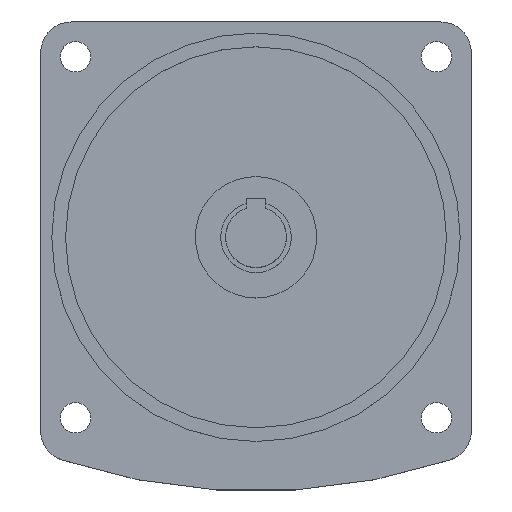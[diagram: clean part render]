
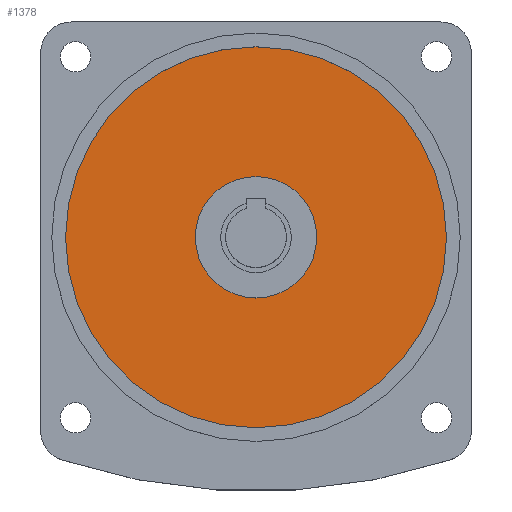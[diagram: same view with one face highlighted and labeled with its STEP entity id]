
A CAD part, top view. The second image highlights one B-rep face of the part: STEP entity #1378.
In plain terms, the highlighted planar face has unit normal (0, 0, 1).
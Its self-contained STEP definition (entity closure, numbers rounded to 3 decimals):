
#194 = CARTESIAN_POINT ( 'NONE',  ( 69., 0., 0. ) ) ;
#208 = AXIS2_PLACEMENT_3D ( 'NONE', #1049, #359, #2444 ) ;
#359 = DIRECTION ( 'NONE',  ( 0., 0., 1. ) ) ;
#405 = CARTESIAN_POINT ( 'NONE',  ( 0., 0., 0. ) ) ;
#557 = EDGE_CURVE ( 'NONE', #4076, #2921, #3433, .T. ) ;
#650 = CARTESIAN_POINT ( 'NONE',  ( -22., 0., 0. ) ) ;
#674 = DIRECTION ( 'NONE',  ( 0., 0., -1. ) ) ;
#684 = EDGE_CURVE ( 'NONE', #4478, #4039, #2111, .T. ) ;
#827 = ORIENTED_EDGE ( 'NONE', *, *, #2722, .F. ) ;
#945 = DIRECTION ( 'NONE',  ( 0., 0., 1. ) ) ;
#1049 = CARTESIAN_POINT ( 'NONE',  ( 0., 132.286, 0. ) ) ;
#1290 = AXIS2_PLACEMENT_3D ( 'NONE', #2667, #945, #2728 ) ;
#1326 = CARTESIAN_POINT ( 'NONE',  ( 0., 0., 0. ) ) ;
#1378 = ADVANCED_FACE ( 'NONE', ( #4355, #4013 ), #4226, .T. ) ;
#1831 = DIRECTION ( 'NONE',  ( 0., 0., -1. ) ) ;
#1879 = CIRCLE ( 'NONE', #1290, 22. ) ;
#1983 = DIRECTION ( 'NONE',  ( 0., 0., 1. ) ) ;
#2074 = EDGE_CURVE ( 'NONE', #4039, #4478, #4455, .T. ) ;
#2104 = CARTESIAN_POINT ( 'NONE',  ( -69., 0., 0. ) ) ;
#2111 = CIRCLE ( 'NONE', #3866, 69. ) ;
#2180 = EDGE_LOOP ( 'NONE', ( #3007, #827 ) ) ;
#2223 = ORIENTED_EDGE ( 'NONE', *, *, #684, .F. ) ;
#2392 = EDGE_LOOP ( 'NONE', ( #3096, #2223 ) ) ;
#2415 = CARTESIAN_POINT ( 'NONE',  ( 22., 0., 0. ) ) ;
#2444 = DIRECTION ( 'NONE',  ( 1., 0., 0. ) ) ;
#2666 = AXIS2_PLACEMENT_3D ( 'NONE', #405, #1831, #4328 ) ;
#2667 = CARTESIAN_POINT ( 'NONE',  ( 0., 0., 0. ) ) ;
#2722 = EDGE_CURVE ( 'NONE', #2921, #4076, #1879, .T. ) ;
#2728 = DIRECTION ( 'NONE',  ( 1., 0., 0. ) ) ;
#2921 = VERTEX_POINT ( 'NONE', #2415 ) ;
#3007 = ORIENTED_EDGE ( 'NONE', *, *, #557, .F. ) ;
#3096 = ORIENTED_EDGE ( 'NONE', *, *, #2074, .F. ) ;
#3134 = DIRECTION ( 'NONE',  ( 1., 0., 0. ) ) ;
#3433 = CIRCLE ( 'NONE', #4025, 22. ) ;
#3445 = DIRECTION ( 'NONE',  ( 1., 0., 0. ) ) ;
#3866 = AXIS2_PLACEMENT_3D ( 'NONE', #4555, #674, #3134 ) ;
#4013 = FACE_BOUND ( 'NONE', #2180, .T. ) ;
#4025 = AXIS2_PLACEMENT_3D ( 'NONE', #1326, #1983, #3445 ) ;
#4039 = VERTEX_POINT ( 'NONE', #2104 ) ;
#4076 = VERTEX_POINT ( 'NONE', #650 ) ;
#4226 = PLANE ( 'NONE',  #208 ) ;
#4328 = DIRECTION ( 'NONE',  ( 1., 0., 0. ) ) ;
#4355 = FACE_OUTER_BOUND ( 'NONE', #2392, .T. ) ;
#4455 = CIRCLE ( 'NONE', #2666, 69. ) ;
#4478 = VERTEX_POINT ( 'NONE', #194 ) ;
#4555 = CARTESIAN_POINT ( 'NONE',  ( 0., 0., 0. ) ) ;
